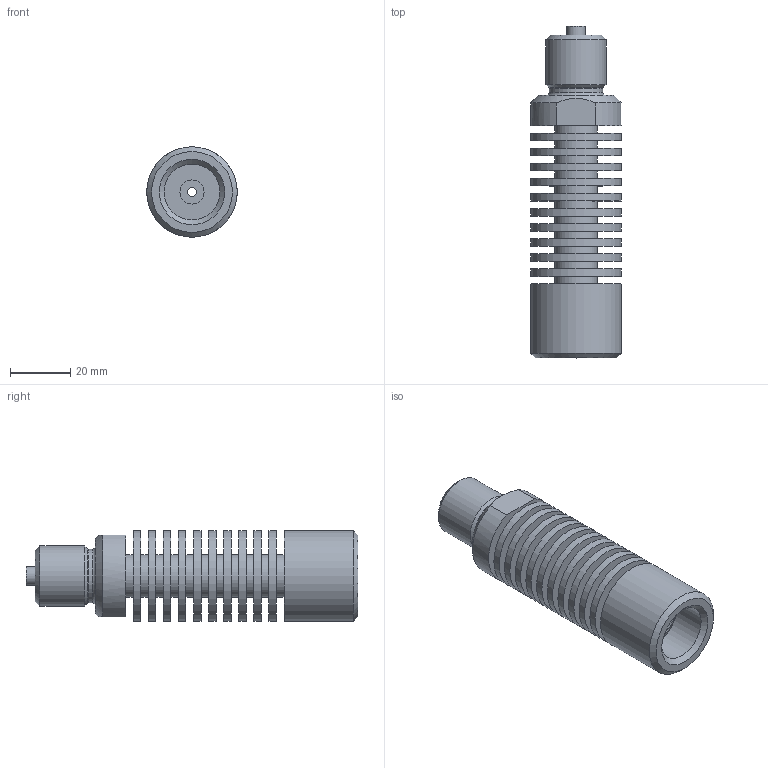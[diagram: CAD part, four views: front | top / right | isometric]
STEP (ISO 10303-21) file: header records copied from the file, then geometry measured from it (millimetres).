
FILE_DESCRIPTION(/* description */ ('ОС100-ОХ28'),/* implementation_level */ '2;1');
FILE_NAME(/* name */ 'ОС100-ОХ28.stp',/* time_stamp */ '2024-01-31T20:46:22+03:00',/* author */ ('Tech'),/* organization */ (''),/* preprocessor_version */ 'ST-DEVELOPER v18.1',/* originating_system */ 'Autodesk Inventor 2021',/* authorisation */ '');
FILE_SCHEMA (('AUTOMOTIVE_DESIGN { 1 0 10303 214 3 1 1 }'));
Length unit declared in the file: millimetre
Products named in the file (1): ОС100-ОХ28
Bounding box: 30 x 110 x 30 mm (x, y, z)
Volume: 45953.7 mm3; surface area: 23409.9 mm2
Topology: 1 solids, 1 shells, 71 faces, 173 edges, 130 vertices
Faces by surface type: cylinder 31, plane 30, cone 6, torus 4
Full cylindrical faces by diameter (mm): 3 x1, 6 x1, 8 x1, 14 x11, 17.8 x1, 18.5 x1, 20 x1, 20.7 x1, 30 x11
Entity records: 2268 total; most frequent: DIRECTION 441, CARTESIAN_POINT 383, ORIENTED_EDGE 346, AXIS2_PLACEMENT_3D 200, EDGE_CURVE 173, VERTEX_POINT 130, CIRCLE 128, EDGE_LOOP 99
